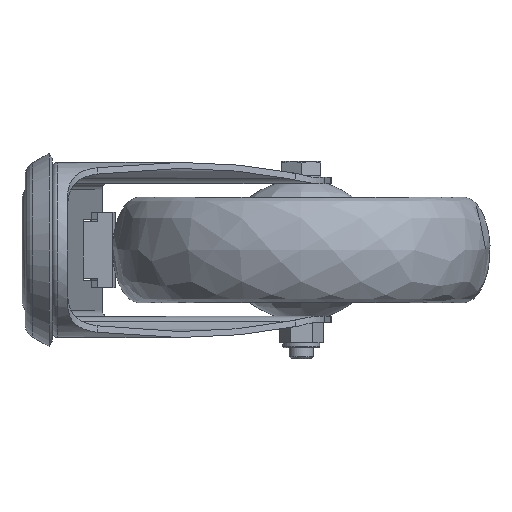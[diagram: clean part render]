
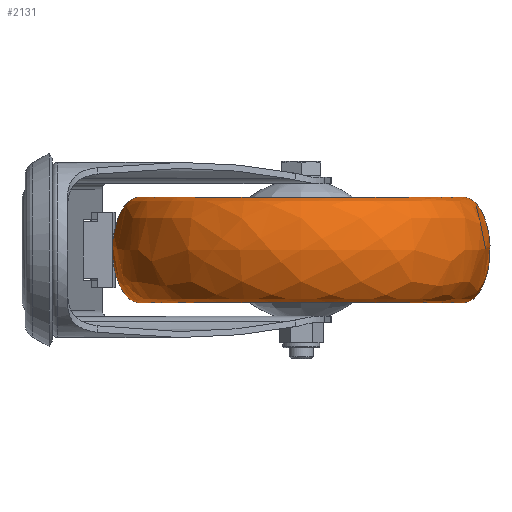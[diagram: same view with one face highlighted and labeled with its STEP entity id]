
A CAD part, left-side view. The second image highlights one B-rep face of the part: STEP entity #2131.
In plain terms, the highlighted free-form (B-spline) face has degree [3, 3] with [4, 4] control points.
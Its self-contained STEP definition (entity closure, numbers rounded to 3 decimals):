
#48 = CIRCLE ( 'NONE', #4650, 53.5 ) ;
#53 = CARTESIAN_POINT ( 'NONE',  ( 15.981, 26.54, 17.5 ) ) ;
#367 = CARTESIAN_POINT ( 'NONE',  ( -91.019, -98.46, 17.5 ) ) ;
#379 = DIRECTION ( 'NONE',  ( 0., 0., -1. ) ) ;
#421 = CARTESIAN_POINT ( 'NONE',  ( -91.019, -98.46, -17.5 ) ) ;
#481 = FACE_OUTER_BOUND ( 'NONE', #8532, .T. ) ;
#582 =( BOUNDED_CURVE ( )  B_SPLINE_CURVE ( 3, ( #10481, #5886, #2925, #5635 ),
 .UNSPECIFIED., .F., .T. ) 
 B_SPLINE_CURVE_WITH_KNOTS ( ( 4, 4 ),
 ( 3.142, 6.283 ),
 .UNSPECIFIED. ) 
 CURVE ( )  GEOMETRIC_REPRESENTATION_ITEM ( )  RATIONAL_B_SPLINE_CURVE ( ( 1., 0.333, 0.333, 1. ) ) 
 REPRESENTATION_ITEM ( '' )  );
#1354 = DIRECTION ( 'NONE',  ( 0., 1., 0. ) ) ;
#1686 = EDGE_CURVE ( 'NONE', #1880, #2445, #48, .T. ) ;
#1880 = VERTEX_POINT ( 'NONE', #4855 ) ;
#2079 = EDGE_CURVE ( 'NONE', #1880, #6331, #582, .T. ) ;
#2131 = ADVANCED_FACE ( 'NONE', ( #481 ), #5322, .F. ) ;
#2256 = DIRECTION ( 'NONE',  ( 0., 1., 0. ) ) ;
#2445 = VERTEX_POINT ( 'NONE', #5541 ) ;
#2925 = CARTESIAN_POINT ( 'NONE',  ( 15.981, -116.46, -17.5 ) ) ;
#3664 = CIRCLE ( 'NONE', #4452, 53.5 ) ;
#3786 = CARTESIAN_POINT ( 'NONE',  ( 15.981, 8.54, -17.5 ) ) ;
#4027 = ORIENTED_EDGE ( 'NONE', *, *, #5708, .T. ) ;
#4234 = CARTESIAN_POINT ( 'NONE',  ( 15.981, -98.46, 17.5 ) ) ;
#4452 = AXIS2_PLACEMENT_3D ( 'NONE', #8935, #379, #1354 ) ;
#4650 = AXIS2_PLACEMENT_3D ( 'NONE', #8762, #5017, #2256 ) ;
#4855 = CARTESIAN_POINT ( 'NONE',  ( 15.981, -98.46, 17.5 ) ) ;
#5017 = DIRECTION ( 'NONE',  ( 0., 0., -1. ) ) ;
#5123 = CARTESIAN_POINT ( 'NONE',  ( 15.981, 8.54, -17.5 ) ) ;
#5179 = CARTESIAN_POINT ( 'NONE',  ( -127.019, 26.54, 17.5 ) ) ;
#5248 = CARTESIAN_POINT ( 'NONE',  ( 15.981, -98.46, -17.5 ) ) ;
#5322 =( BOUNDED_SURFACE ( )  B_SPLINE_SURFACE ( 3, 3, ( 
 ( #4234, #367, #6189, #11746 ),
 ( #6999, #7131, #5179, #10825 ),
 ( #11676, #10009, #5998, #9814 ),
 ( #5248, #421, #9952, #5123 ) ),
 .UNSPECIFIED., .F., .F., .F. ) 
 B_SPLINE_SURFACE_WITH_KNOTS ( ( 4, 4 ),
 ( 4, 4 ),
 ( 0., 1. ),
 ( 0., 1. ),
 .UNSPECIFIED. ) 
 GEOMETRIC_REPRESENTATION_ITEM ( )  RATIONAL_B_SPLINE_SURFACE ( (
 ( 1., 0.333, 0.333, 1.),
 ( 0.333, 0.111, 0.111, 0.333),
 ( 0.333, 0.111, 0.111, 0.333),
 ( 1., 0.333, 0.333, 1.) ) ) 
 REPRESENTATION_ITEM ( '' )  SURFACE ( )  );
#5541 = CARTESIAN_POINT ( 'NONE',  ( 15.981, 8.54, 17.5 ) ) ;
#5635 = CARTESIAN_POINT ( 'NONE',  ( 15.981, -98.46, -17.5 ) ) ;
#5708 = EDGE_CURVE ( 'NONE', #2445, #6458, #10460, .T. ) ;
#5886 = CARTESIAN_POINT ( 'NONE',  ( 15.981, -116.46, 17.5 ) ) ;
#5998 = CARTESIAN_POINT ( 'NONE',  ( -127.019, 26.54, -17.5 ) ) ;
#6189 = CARTESIAN_POINT ( 'NONE',  ( -91.019, 8.54, 17.5 ) ) ;
#6259 = ORIENTED_EDGE ( 'NONE', *, *, #1686, .T. ) ;
#6331 = VERTEX_POINT ( 'NONE', #12111 ) ;
#6458 = VERTEX_POINT ( 'NONE', #9162 ) ;
#6646 = ORIENTED_EDGE ( 'NONE', *, *, #2079, .F. ) ;
#6999 = CARTESIAN_POINT ( 'NONE',  ( 15.981, -116.46, 17.5 ) ) ;
#7131 = CARTESIAN_POINT ( 'NONE',  ( -127.019, -116.46, 17.5 ) ) ;
#8532 = EDGE_LOOP ( 'NONE', ( #6646, #6259, #4027, #12187 ) ) ;
#8762 = CARTESIAN_POINT ( 'NONE',  ( 15.981, -44.96, 17.5 ) ) ;
#8935 = CARTESIAN_POINT ( 'NONE',  ( 15.981, -44.96, -17.5 ) ) ;
#9162 = CARTESIAN_POINT ( 'NONE',  ( 15.981, 8.54, -17.5 ) ) ;
#9621 = CARTESIAN_POINT ( 'NONE',  ( 15.981, 26.54, -17.5 ) ) ;
#9814 = CARTESIAN_POINT ( 'NONE',  ( 15.981, 26.54, -17.5 ) ) ;
#9952 = CARTESIAN_POINT ( 'NONE',  ( -91.019, 8.54, -17.5 ) ) ;
#9974 = EDGE_CURVE ( 'NONE', #6331, #6458, #3664, .T. ) ;
#10009 = CARTESIAN_POINT ( 'NONE',  ( -127.019, -116.46, -17.5 ) ) ;
#10460 =( BOUNDED_CURVE ( )  B_SPLINE_CURVE ( 3, ( #11415, #53, #9621, #3786 ),
 .UNSPECIFIED., .F., .F. ) 
 B_SPLINE_CURVE_WITH_KNOTS ( ( 4, 4 ),
 ( 3.142, 6.283 ),
 .UNSPECIFIED. ) 
 CURVE ( )  GEOMETRIC_REPRESENTATION_ITEM ( )  RATIONAL_B_SPLINE_CURVE ( ( 1., 0.333, 0.333, 1. ) ) 
 REPRESENTATION_ITEM ( '' )  );
#10481 = CARTESIAN_POINT ( 'NONE',  ( 15.981, -98.46, 17.5 ) ) ;
#10825 = CARTESIAN_POINT ( 'NONE',  ( 15.981, 26.54, 17.5 ) ) ;
#11415 = CARTESIAN_POINT ( 'NONE',  ( 15.981, 8.54, 17.5 ) ) ;
#11676 = CARTESIAN_POINT ( 'NONE',  ( 15.981, -116.46, -17.5 ) ) ;
#11746 = CARTESIAN_POINT ( 'NONE',  ( 15.981, 8.54, 17.5 ) ) ;
#12111 = CARTESIAN_POINT ( 'NONE',  ( 15.981, -98.46, -17.5 ) ) ;
#12187 = ORIENTED_EDGE ( 'NONE', *, *, #9974, .F. ) ;
